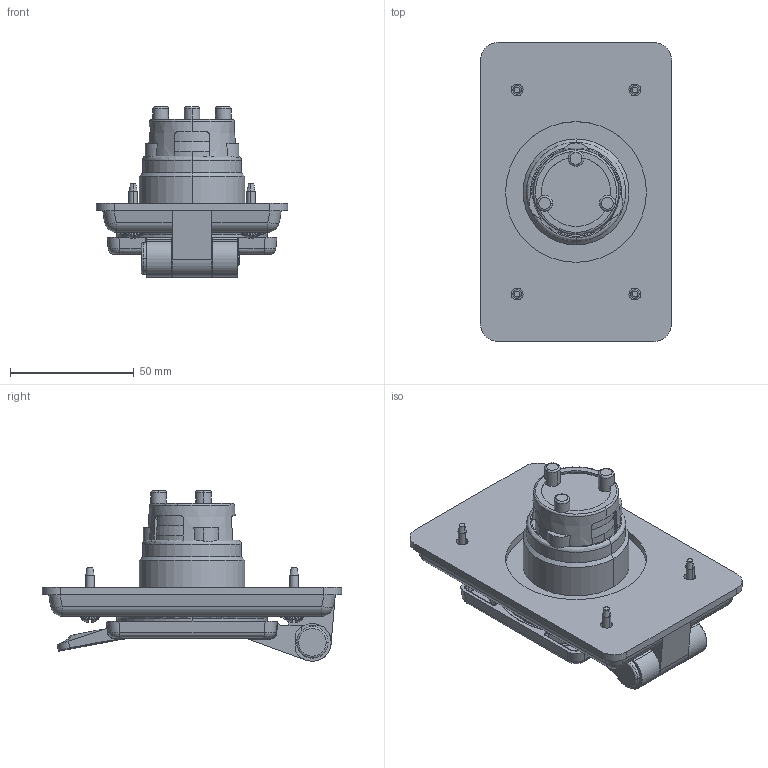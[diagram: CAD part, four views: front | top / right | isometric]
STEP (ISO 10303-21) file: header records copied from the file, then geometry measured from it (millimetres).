
FILE_DESCRIPTION (( 'STEP AP214' ), '1' );
FILE_NAME ('ORC6329-M01 cat no 5478-CWP.STEP', '2025-04-25T15:44:05', ( '' ), ( '' ), 'SwSTEP 2.0', 'SolidWorks 2024', '' );
FILE_SCHEMA (( 'AUTOMOTIVE_DESIGN' ));
Length unit declared in the file: inch
Products named in the file (1): ORC6329-M01  cat no 5478-CWP
Bounding box: 77.32 x 120.98 x 68.91 mm (x, y, z)
Volume: 162327.4 mm3; surface area: 54812.2 mm2
Topology: 2 solids, 8 shells, 578 faces, 1411 edges, 883 vertices
Faces by surface type: plane 231, cylinder 137, bspline 106, cone 46, torus 38, sphere 20
Entity records: 36877 total; most frequent: CARTESIAN_POINT 23996, ORIENTED_EDGE 2822, DIRECTION 2434, EDGE_CURVE 1411, AXIS2_PLACEMENT_3D 949, VERTEX_POINT 883, EDGE_LOOP 616, ADVANCED_FACE 578
